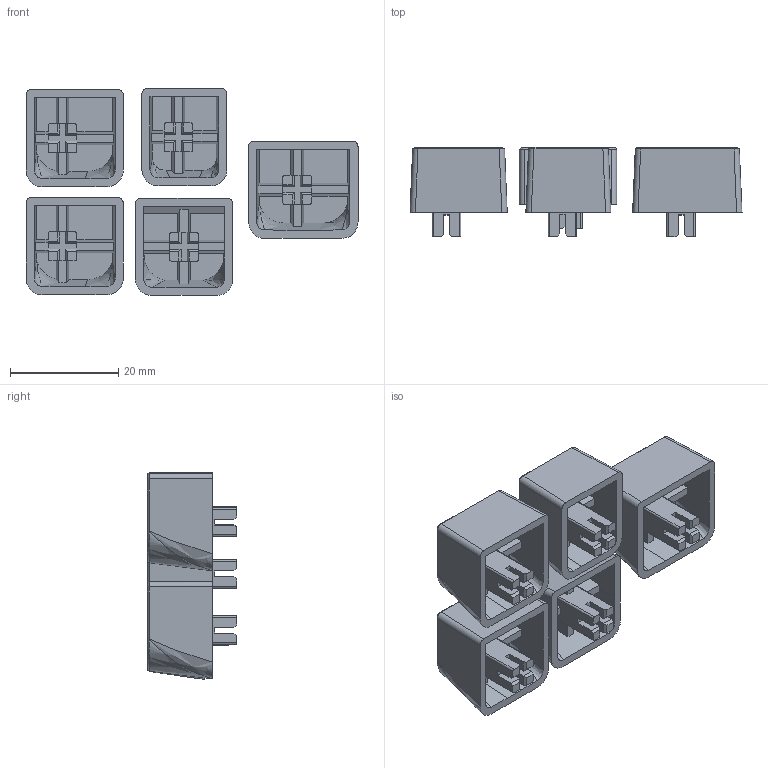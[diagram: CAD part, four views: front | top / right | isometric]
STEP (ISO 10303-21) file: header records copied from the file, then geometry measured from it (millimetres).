
FILE_DESCRIPTION(/* description */ (''),/* implementation_level */ '2;1');
FILE_NAME(/* name */ 'test-print.iam.step',/* time_stamp */ '2017-07-26T20:48:22-07:00',/* author */ ('Cemra JC'),/* organization */ (''),/* preprocessor_version */ 'ST-DEVELOPER v16.13',/* originating_system */ 'Autodesk Inventor 2018',/* authorisation */ '');
FILE_SCHEMA (('AUTOMOTIVE_DESIGN { 1 0 10303 214 3 1 1 }'));
Length unit declared in the file: millimetre
Products named in the file (5): one-of-each; Smaller Keycap (Cherry MX); Larger Keycap (Cherry MX); Thumb Keycap (Cherry MX); Standard Keycap (Cherry MX)
Assembly tree (5 placements, depth 2):
  one-of-each
    Smaller Keycap (Cherry MX)
    Larger Keycap (Cherry MX)
    Thumb Keycap (Cherry MX)
    Standard Keycap (Cherry MX)  x2
Bounding box: 61.46 x 16.5 x 38.27 mm (x, y, z)
Volume: 9306.7 mm3; surface area: 11455.4 mm2
Topology: 5 solids, 5 shells, 407 faces, 1108 edges, 716 vertices
Faces by surface type: plane 277, bspline 100, cylinder 30
Entity records: 12622 total; most frequent: CARTESIAN_POINT 4241, ORIENTED_EDGE 1776, DIRECTION 1442, EDGE_CURVE 888, LINE 694, VECTOR 694, VERTEX_POINT 574, AXIS2_PLACEMENT_3D 374
